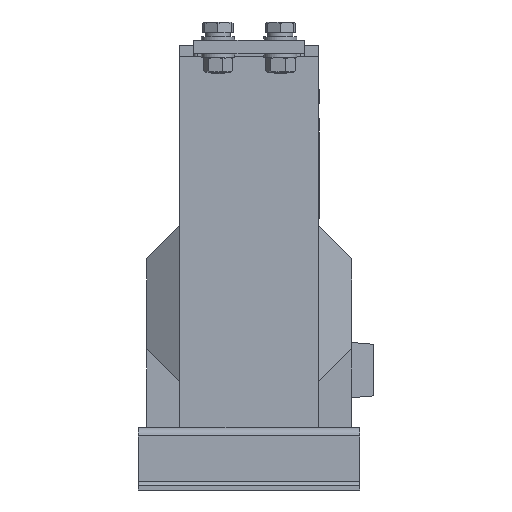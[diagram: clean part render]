
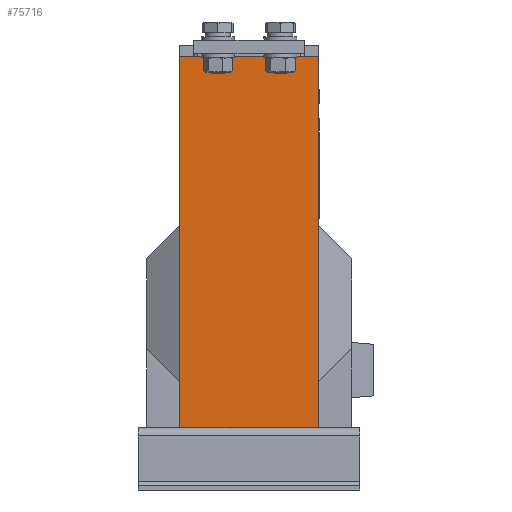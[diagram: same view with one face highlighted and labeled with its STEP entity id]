
A CAD part, left-side view. The second image highlights one B-rep face of the part: STEP entity #75716.
In plain terms, the highlighted planar face has unit normal (-1, 0, 0).
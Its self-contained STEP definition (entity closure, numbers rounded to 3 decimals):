
#1936 = DIRECTION ( 'NONE',  ( 0., -1., 0. ) ) ;
#5469 = VECTOR ( 'NONE', #65686, 1000. ) ;
#18285 = CARTESIAN_POINT ( 'NONE',  ( -104.7, -50., 0. ) ) ;
#31654 = CARTESIAN_POINT ( 'NONE',  ( -104.7, 74., 0. ) ) ;
#33665 = DIRECTION ( 'NONE',  ( 0., 0., -1. ) ) ;
#35115 = VECTOR ( 'NONE', #177395, 1000. ) ;
#36794 = VERTEX_POINT ( 'NONE', #18285 ) ;
#38013 = EDGE_CURVE ( 'NONE', #122518, #36794, #158826, .T. ) ;
#38921 = DIRECTION ( 'NONE',  ( 0., 1., 0. ) ) ;
#44780 = VERTEX_POINT ( 'NONE', #158383 ) ;
#45329 = VECTOR ( 'NONE', #1936, 1000. ) ;
#46679 = EDGE_CURVE ( 'NONE', #162341, #44780, #88875, .T. ) ;
#52865 = ORIENTED_EDGE ( 'NONE', *, *, #38013, .T. ) ;
#57267 = VECTOR ( 'NONE', #33665, 1000. ) ;
#61883 = LINE ( 'NONE', #107472, #57267 ) ;
#65686 = DIRECTION ( 'NONE',  ( 0., -1., 0. ) ) ;
#73821 = CARTESIAN_POINT ( 'NONE',  ( -104.7, -50., 276. ) ) ;
#75716 = ADVANCED_FACE ( 'NONE', ( #117266 ), #97911, .F. ) ;
#85682 = ORIENTED_EDGE ( 'NONE', *, *, #191794, .T. ) ;
#88875 = LINE ( 'NONE', #184112, #5469 ) ;
#89293 = ORIENTED_EDGE ( 'NONE', *, *, #46679, .F. ) ;
#94722 = EDGE_LOOP ( 'NONE', ( #52865, #152340, #89293, #85682 ) ) ;
#97251 = CARTESIAN_POINT ( 'NONE',  ( -104.7, 74., 276. ) ) ;
#97911 = PLANE ( 'NONE',  #168989 ) ;
#99605 = EDGE_CURVE ( 'NONE', #36794, #44780, #109230, .T. ) ;
#107472 = CARTESIAN_POINT ( 'NONE',  ( -104.7, 50., 276. ) ) ;
#109230 = LINE ( 'NONE', #73821, #35115 ) ;
#117266 = FACE_OUTER_BOUND ( 'NONE', #94722, .T. ) ;
#122518 = VERTEX_POINT ( 'NONE', #188807 ) ;
#127644 = DIRECTION ( 'NONE',  ( 1., 0., 0. ) ) ;
#130977 = CARTESIAN_POINT ( 'NONE',  ( -104.7, 50., 268. ) ) ;
#152340 = ORIENTED_EDGE ( 'NONE', *, *, #99605, .T. ) ;
#158383 = CARTESIAN_POINT ( 'NONE',  ( -104.7, -50., 268. ) ) ;
#158826 = LINE ( 'NONE', #31654, #45329 ) ;
#162341 = VERTEX_POINT ( 'NONE', #130977 ) ;
#168989 = AXIS2_PLACEMENT_3D ( 'NONE', #97251, #127644, #38921 ) ;
#177395 = DIRECTION ( 'NONE',  ( 0., 0., 1. ) ) ;
#184112 = CARTESIAN_POINT ( 'NONE',  ( -104.7, -74., 268. ) ) ;
#188807 = CARTESIAN_POINT ( 'NONE',  ( -104.7, 50., 0. ) ) ;
#191794 = EDGE_CURVE ( 'NONE', #162341, #122518, #61883, .T. ) ;
